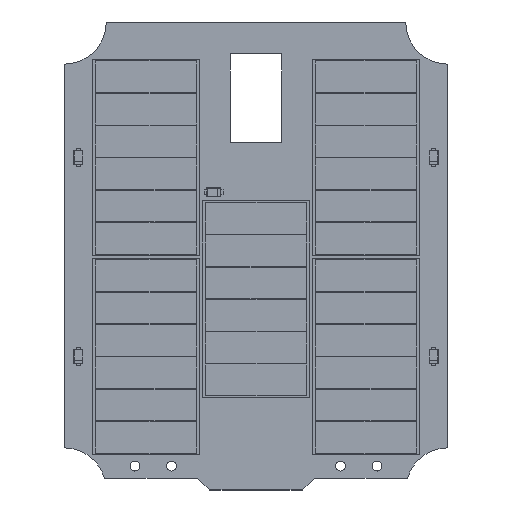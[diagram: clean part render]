
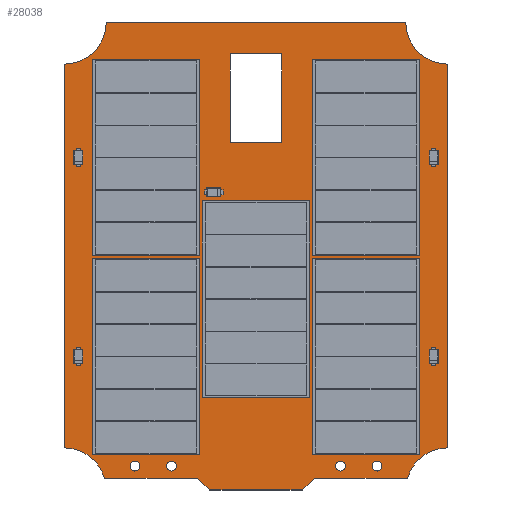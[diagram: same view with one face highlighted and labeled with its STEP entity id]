
A CAD part, top view. The second image highlights one B-rep face of the part: STEP entity #28038.
In plain terms, the highlighted planar face has unit normal (0, 0, 1).
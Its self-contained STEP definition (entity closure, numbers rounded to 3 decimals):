
#27307 = VERTEX_POINT('',#27308);
#27308 = CARTESIAN_POINT('',(179.321,-40.775,0.6));
#27314 = EDGE_CURVE('',#27307,#27315,#27317,.T.);
#27315 = VERTEX_POINT('',#27316);
#27316 = CARTESIAN_POINT('',(188.321,-49.775,0.6));
#27317 = CIRCLE('',#27318,9.);
#27318 = AXIS2_PLACEMENT_3D('',#27319,#27320,#27321);
#27319 = CARTESIAN_POINT('',(188.321,-40.775,0.6));
#27320 = DIRECTION('',(0.,0.,1.));
#27321 = DIRECTION('',(-1.,0.,0.));
#27347 = EDGE_CURVE('',#27315,#27348,#27350,.T.);
#27348 = VERTEX_POINT('',#27349);
#27349 = CARTESIAN_POINT('',(188.321,-131.775,0.6));
#27350 = LINE('',#27351,#27352);
#27351 = CARTESIAN_POINT('',(188.321,-49.775,0.6));
#27352 = VECTOR('',#27353,1.);
#27353 = DIRECTION('',(0.,-1.,0.));
#27378 = EDGE_CURVE('',#27348,#27379,#27381,.T.);
#27379 = VERTEX_POINT('',#27380);
#27380 = CARTESIAN_POINT('',(179.675,-138.275,0.6));
#27381 = CIRCLE('',#27382,9.);
#27382 = AXIS2_PLACEMENT_3D('',#27383,#27384,#27385);
#27383 = CARTESIAN_POINT('',(188.321,-140.775,0.6));
#27384 = DIRECTION('',(0.,0.,1.));
#27385 = DIRECTION('',(0.,1.,-0.));
#27411 = EDGE_CURVE('',#27379,#27412,#27414,.T.);
#27412 = VERTEX_POINT('',#27413);
#27413 = CARTESIAN_POINT('',(159.821,-138.275,0.6));
#27414 = LINE('',#27415,#27416);
#27415 = CARTESIAN_POINT('',(179.675,-138.275,0.6));
#27416 = VECTOR('',#27417,1.);
#27417 = DIRECTION('',(-1.,0.,0.));
#27442 = EDGE_CURVE('',#27412,#27443,#27445,.T.);
#27443 = VERTEX_POINT('',#27444);
#27444 = CARTESIAN_POINT('',(157.321,-140.775,0.6));
#27445 = LINE('',#27446,#27447);
#27446 = CARTESIAN_POINT('',(159.821,-138.275,0.6));
#27447 = VECTOR('',#27448,1.);
#27448 = DIRECTION('',(-0.707,-0.707,0.));
#27473 = EDGE_CURVE('',#27443,#27474,#27476,.T.);
#27474 = VERTEX_POINT('',#27475);
#27475 = CARTESIAN_POINT('',(154.121,-140.775,0.6));
#27476 = LINE('',#27477,#27478);
#27477 = CARTESIAN_POINT('',(157.321,-140.775,0.6));
#27478 = VECTOR('',#27479,1.);
#27479 = DIRECTION('',(-1.,0.,0.));
#27504 = EDGE_CURVE('',#27474,#27505,#27507,.T.);
#27505 = VERTEX_POINT('',#27506);
#27506 = CARTESIAN_POINT('',(140.521,-140.775,0.6));
#27507 = LINE('',#27508,#27509);
#27508 = CARTESIAN_POINT('',(154.121,-140.775,0.6));
#27509 = VECTOR('',#27510,1.);
#27510 = DIRECTION('',(-1.,0.,0.));
#27535 = EDGE_CURVE('',#27505,#27536,#27538,.T.);
#27536 = VERTEX_POINT('',#27537);
#27537 = CARTESIAN_POINT('',(137.321,-140.775,0.6));
#27538 = LINE('',#27539,#27540);
#27539 = CARTESIAN_POINT('',(140.521,-140.775,0.6));
#27540 = VECTOR('',#27541,1.);
#27541 = DIRECTION('',(-1.,0.,0.));
#27566 = EDGE_CURVE('',#27536,#27567,#27569,.T.);
#27567 = VERTEX_POINT('',#27568);
#27568 = CARTESIAN_POINT('',(134.821,-138.275,0.6));
#27569 = LINE('',#27570,#27571);
#27570 = CARTESIAN_POINT('',(137.321,-140.775,0.6));
#27571 = VECTOR('',#27572,1.);
#27572 = DIRECTION('',(-0.707,0.707,0.));
#27597 = EDGE_CURVE('',#27567,#27598,#27600,.T.);
#27598 = VERTEX_POINT('',#27599);
#27599 = CARTESIAN_POINT('',(114.967,-138.275,0.6));
#27600 = LINE('',#27601,#27602);
#27601 = CARTESIAN_POINT('',(134.821,-138.275,0.6));
#27602 = VECTOR('',#27603,1.);
#27603 = DIRECTION('',(-1.,0.,0.));
#27628 = EDGE_CURVE('',#27598,#27629,#27631,.T.);
#27629 = VERTEX_POINT('',#27630);
#27630 = CARTESIAN_POINT('',(106.321,-131.775,0.6));
#27631 = CIRCLE('',#27632,9.);
#27632 = AXIS2_PLACEMENT_3D('',#27633,#27634,#27635);
#27633 = CARTESIAN_POINT('',(106.321,-140.775,0.6));
#27634 = DIRECTION('',(0.,0.,1.));
#27635 = DIRECTION('',(0.961,0.278,-0.));
#27661 = EDGE_CURVE('',#27629,#27662,#27664,.T.);
#27662 = VERTEX_POINT('',#27663);
#27663 = CARTESIAN_POINT('',(106.321,-49.775,0.6));
#27664 = LINE('',#27665,#27666);
#27665 = CARTESIAN_POINT('',(106.321,-131.775,0.6));
#27666 = VECTOR('',#27667,1.);
#27667 = DIRECTION('',(0.,1.,0.));
#27692 = EDGE_CURVE('',#27662,#27693,#27695,.T.);
#27693 = VERTEX_POINT('',#27694);
#27694 = CARTESIAN_POINT('',(115.321,-40.775,0.6));
#27695 = CIRCLE('',#27696,9.);
#27696 = AXIS2_PLACEMENT_3D('',#27697,#27698,#27699);
#27697 = CARTESIAN_POINT('',(106.321,-40.775,0.6));
#27698 = DIRECTION('',(0.,0.,1.));
#27699 = DIRECTION('',(0.,-1.,0.));
#27725 = EDGE_CURVE('',#27693,#27307,#27726,.T.);
#27726 = LINE('',#27727,#27728);
#27727 = CARTESIAN_POINT('',(115.321,-40.775,0.6));
#27728 = VECTOR('',#27729,1.);
#27729 = DIRECTION('',(1.,0.,0.));
#27749 = VERTEX_POINT('',#27750);
#27750 = CARTESIAN_POINT('',(122.509,-135.67,0.6));
#27756 = EDGE_CURVE('',#27749,#27749,#27757,.T.);
#27757 = CIRCLE('',#27758,1.05);
#27758 = AXIS2_PLACEMENT_3D('',#27759,#27760,#27761);
#27759 = CARTESIAN_POINT('',(121.459,-135.67,0.6));
#27760 = DIRECTION('',(0.,0.,1.));
#27761 = DIRECTION('',(1.,0.,-0.));
#27782 = VERTEX_POINT('',#27783);
#27783 = CARTESIAN_POINT('',(130.309,-135.67,0.6));
#27789 = EDGE_CURVE('',#27782,#27782,#27790,.T.);
#27790 = CIRCLE('',#27791,1.05);
#27791 = AXIS2_PLACEMENT_3D('',#27792,#27793,#27794);
#27792 = CARTESIAN_POINT('',(129.259,-135.67,0.6));
#27793 = DIRECTION('',(0.,0.,1.));
#27794 = DIRECTION('',(1.,0.,-0.));
#27815 = VERTEX_POINT('',#27816);
#27816 = CARTESIAN_POINT('',(166.433,-135.67,0.6));
#27822 = EDGE_CURVE('',#27815,#27815,#27823,.T.);
#27823 = CIRCLE('',#27824,1.05);
#27824 = AXIS2_PLACEMENT_3D('',#27825,#27826,#27827);
#27825 = CARTESIAN_POINT('',(165.383,-135.67,0.6));
#27826 = DIRECTION('',(0.,0.,1.));
#27827 = DIRECTION('',(1.,0.,-0.));
#27848 = VERTEX_POINT('',#27849);
#27849 = CARTESIAN_POINT('',(174.233,-135.67,0.6));
#27855 = EDGE_CURVE('',#27848,#27848,#27856,.T.);
#27856 = CIRCLE('',#27857,1.05);
#27857 = AXIS2_PLACEMENT_3D('',#27858,#27859,#27860);
#27858 = CARTESIAN_POINT('',(173.183,-135.67,0.6));
#27859 = DIRECTION('',(0.,0.,1.));
#27860 = DIRECTION('',(1.,0.,-0.));
#27881 = VERTEX_POINT('',#27882);
#27882 = CARTESIAN_POINT('',(141.821,-66.575,0.6));
#27888 = EDGE_CURVE('',#27881,#27889,#27891,.T.);
#27889 = VERTEX_POINT('',#27890);
#27890 = CARTESIAN_POINT('',(152.821,-66.575,0.6));
#27891 = LINE('',#27892,#27893);
#27892 = CARTESIAN_POINT('',(141.821,-66.575,0.6));
#27893 = VECTOR('',#27894,1.);
#27894 = DIRECTION('',(1.,0.,0.));
#27919 = EDGE_CURVE('',#27889,#27920,#27922,.T.);
#27920 = VERTEX_POINT('',#27921);
#27921 = CARTESIAN_POINT('',(152.821,-47.575,0.6));
#27922 = LINE('',#27923,#27924);
#27923 = CARTESIAN_POINT('',(152.821,-66.575,0.6));
#27924 = VECTOR('',#27925,1.);
#27925 = DIRECTION('',(0.,1.,0.));
#27950 = EDGE_CURVE('',#27920,#27951,#27953,.T.);
#27951 = VERTEX_POINT('',#27952);
#27952 = CARTESIAN_POINT('',(141.821,-47.575,0.6));
#27953 = LINE('',#27954,#27955);
#27954 = CARTESIAN_POINT('',(152.821,-47.575,0.6));
#27955 = VECTOR('',#27956,1.);
#27956 = DIRECTION('',(-1.,0.,0.));
#27981 = EDGE_CURVE('',#27951,#27881,#27982,.T.);
#27982 = LINE('',#27983,#27984);
#27983 = CARTESIAN_POINT('',(141.821,-47.575,0.6));
#27984 = VECTOR('',#27985,1.);
#27985 = DIRECTION('',(0.,-1.,0.));
#28038 = ADVANCED_FACE('',(#28039,#28055,#28058,#28061,#28064,#28067),
  #28073,.T.);
#28039 = FACE_BOUND('',#28040,.F.);
#28040 = EDGE_LOOP('',(#28041,#28042,#28043,#28044,#28045,#28046,#28047,
    #28048,#28049,#28050,#28051,#28052,#28053,#28054));
#28041 = ORIENTED_EDGE('',*,*,#27314,.T.);
#28042 = ORIENTED_EDGE('',*,*,#27347,.T.);
#28043 = ORIENTED_EDGE('',*,*,#27378,.T.);
#28044 = ORIENTED_EDGE('',*,*,#27411,.T.);
#28045 = ORIENTED_EDGE('',*,*,#27442,.T.);
#28046 = ORIENTED_EDGE('',*,*,#27473,.T.);
#28047 = ORIENTED_EDGE('',*,*,#27504,.T.);
#28048 = ORIENTED_EDGE('',*,*,#27535,.T.);
#28049 = ORIENTED_EDGE('',*,*,#27566,.T.);
#28050 = ORIENTED_EDGE('',*,*,#27597,.T.);
#28051 = ORIENTED_EDGE('',*,*,#27628,.T.);
#28052 = ORIENTED_EDGE('',*,*,#27661,.T.);
#28053 = ORIENTED_EDGE('',*,*,#27692,.T.);
#28054 = ORIENTED_EDGE('',*,*,#27725,.T.);
#28055 = FACE_BOUND('',#28056,.F.);
#28056 = EDGE_LOOP('',(#28057));
#28057 = ORIENTED_EDGE('',*,*,#27756,.T.);
#28058 = FACE_BOUND('',#28059,.F.);
#28059 = EDGE_LOOP('',(#28060));
#28060 = ORIENTED_EDGE('',*,*,#27789,.T.);
#28061 = FACE_BOUND('',#28062,.F.);
#28062 = EDGE_LOOP('',(#28063));
#28063 = ORIENTED_EDGE('',*,*,#27822,.T.);
#28064 = FACE_BOUND('',#28065,.F.);
#28065 = EDGE_LOOP('',(#28066));
#28066 = ORIENTED_EDGE('',*,*,#27855,.T.);
#28067 = FACE_BOUND('',#28068,.F.);
#28068 = EDGE_LOOP('',(#28069,#28070,#28071,#28072));
#28069 = ORIENTED_EDGE('',*,*,#27888,.T.);
#28070 = ORIENTED_EDGE('',*,*,#27919,.T.);
#28071 = ORIENTED_EDGE('',*,*,#27950,.T.);
#28072 = ORIENTED_EDGE('',*,*,#27981,.T.);
#28073 = PLANE('',#28074);
#28074 = AXIS2_PLACEMENT_3D('',#28075,#28076,#28077);
#28075 = CARTESIAN_POINT('',(0.,0.,0.6));
#28076 = DIRECTION('',(0.,0.,1.));
#28077 = DIRECTION('',(1.,0.,-0.));
